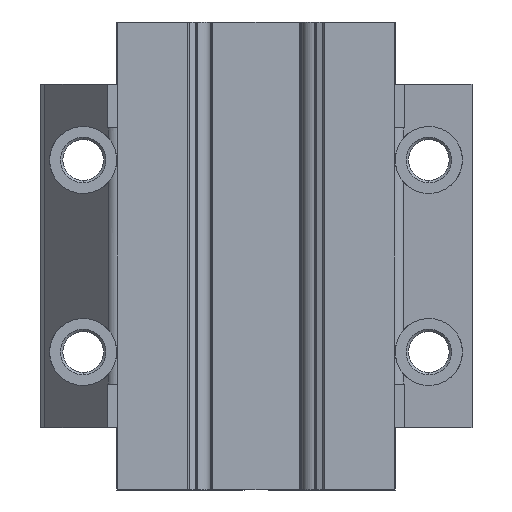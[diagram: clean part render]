
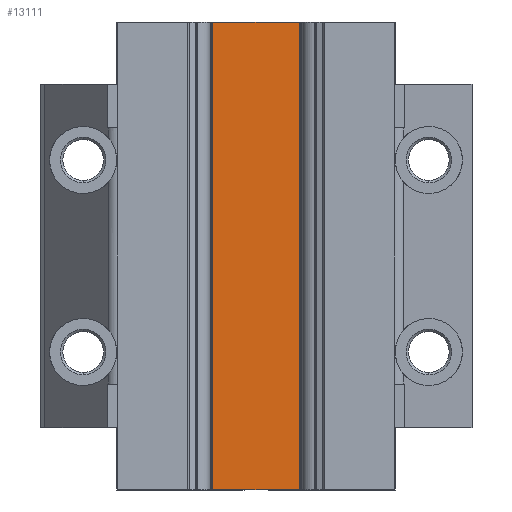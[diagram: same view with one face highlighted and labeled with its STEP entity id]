
A CAD part, front view. The second image highlights one B-rep face of the part: STEP entity #13111.
In plain terms, the highlighted planar face has unit normal (0, -1, 0).
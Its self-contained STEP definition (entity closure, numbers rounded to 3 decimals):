
#655 = CARTESIAN_POINT ( 'NONE',  ( -10.434, 20.4, -48.7 ) ) ;
#1598 = CARTESIAN_POINT ( 'NONE',  ( 29., 20.4, -48.7 ) ) ;
#1625 = DIRECTION ( 'NONE',  ( 1., 0., 0. ) ) ;
#4077 = CARTESIAN_POINT ( 'NONE',  ( -10.434, 20.4, -48.75 ) ) ;
#4146 = DIRECTION ( 'NONE',  ( 0., 0., 1. ) ) ;
#4537 = LINE ( 'NONE', #6999, #4700 ) ;
#4671 = VECTOR ( 'NONE', #4146, 1000. ) ;
#4700 = VECTOR ( 'NONE', #6993, 1000. ) ;
#4825 = LINE ( 'NONE', #4077, #4671 ) ;
#5221 = EDGE_LOOP ( 'NONE', ( #13740, #13355, #13563, #13347 ) ) ;
#6993 = DIRECTION ( 'NONE',  ( 0., 0., 1. ) ) ;
#6999 = CARTESIAN_POINT ( 'NONE',  ( 10.434, 20.4, -48.75 ) ) ;
#7532 = LINE ( 'NONE', #1598, #13295 ) ;
#8492 = EDGE_CURVE ( 'NONE', #10444, #10514, #9983, .T. ) ;
#8980 = CARTESIAN_POINT ( 'NONE',  ( 10.434, 20.4, 48.7 ) ) ;
#9168 = CARTESIAN_POINT ( 'NONE',  ( 10.434, 20.4, -48.7 ) ) ;
#9498 = CARTESIAN_POINT ( 'NONE',  ( -10.434, 20.4, 48.7 ) ) ;
#9891 = VECTOR ( 'NONE', #11995, 1000. ) ;
#9983 = LINE ( 'NONE', #11945, #9891 ) ;
#10335 = VERTEX_POINT ( 'NONE', #9168 ) ;
#10444 = VERTEX_POINT ( 'NONE', #8980 ) ;
#10514 = VERTEX_POINT ( 'NONE', #9498 ) ;
#10918 = VERTEX_POINT ( 'NONE', #655 ) ;
#11348 = FACE_OUTER_BOUND ( 'NONE', #5221, .T. ) ;
#11945 = CARTESIAN_POINT ( 'NONE',  ( 10.434, 20.4, 48.7 ) ) ;
#11995 = DIRECTION ( 'NONE',  ( -1., 0., 0. ) ) ;
#13111 = ADVANCED_FACE ( 'NONE', ( #11348 ), #18645, .F. ) ;
#13295 = VECTOR ( 'NONE', #1625, 1000. ) ;
#13347 = ORIENTED_EDGE ( 'NONE', *, *, #17835, .F. ) ;
#13355 = ORIENTED_EDGE ( 'NONE', *, *, #17773, .T. ) ;
#13563 = ORIENTED_EDGE ( 'NONE', *, *, #8492, .T. ) ;
#13740 = ORIENTED_EDGE ( 'NONE', *, *, #18208, .T. ) ;
#17773 = EDGE_CURVE ( 'NONE', #10335, #10444, #4537, .T. ) ;
#17835 = EDGE_CURVE ( 'NONE', #10918, #10514, #4825, .T. ) ;
#18138 = AXIS2_PLACEMENT_3D ( 'NONE', #18643, #18625, #18626 ) ;
#18208 = EDGE_CURVE ( 'NONE', #10918, #10335, #7532, .T. ) ;
#18625 = DIRECTION ( 'NONE',  ( 0., 1., 0. ) ) ;
#18626 = DIRECTION ( 'NONE',  ( -1., 0., 0. ) ) ;
#18643 = CARTESIAN_POINT ( 'NONE',  ( 10.434, 20.4, -48.75 ) ) ;
#18645 = PLANE ( 'NONE',  #18138 ) ;
